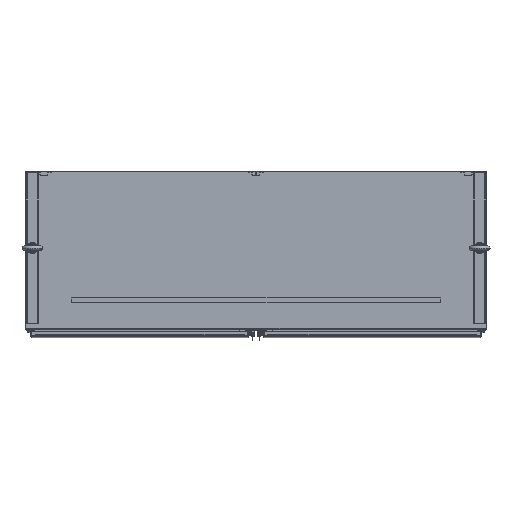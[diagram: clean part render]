
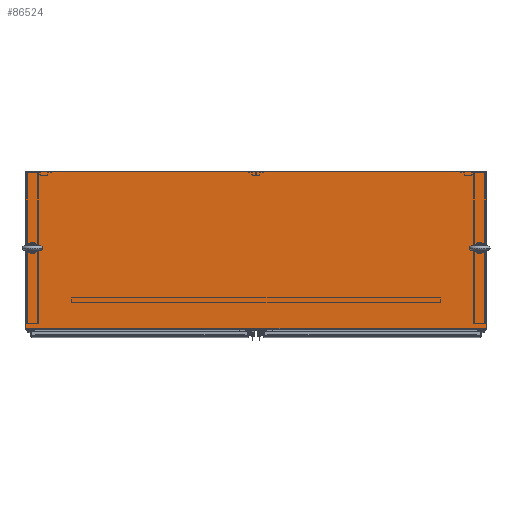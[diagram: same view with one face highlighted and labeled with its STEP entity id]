
A CAD part, top view. The second image highlights one B-rep face of the part: STEP entity #86524.
In plain terms, the highlighted planar face has unit normal (0, 0, 1).
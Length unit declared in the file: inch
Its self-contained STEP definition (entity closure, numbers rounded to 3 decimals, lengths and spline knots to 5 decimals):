
#623 = CARTESIAN_POINT ( 'NONE',  ( -35.9365, 0., 36.0625 ) ) ;
#1053 = VECTOR ( 'NONE', #71488, 39.37008 ) ;
#3211 = VERTEX_POINT ( 'NONE', #42481 ) ;
#3266 = EDGE_CURVE ( 'NONE', #3211, #20563, #74278, .T. ) ;
#4272 = ORIENTED_EDGE ( 'NONE', *, *, #64037, .T. ) ;
#10257 = DIRECTION ( 'NONE',  ( 1., 0., 0. ) ) ;
#10698 = VECTOR ( 'NONE', #117047, 39.37008 ) ;
#13302 = DIRECTION ( 'NONE',  ( 0., 0., -1. ) ) ;
#14748 = DIRECTION ( 'NONE',  ( 1., 0., 0. ) ) ;
#15037 = VERTEX_POINT ( 'NONE', #79101 ) ;
#15627 = CIRCLE ( 'NONE', #53625, 0.34375 ) ;
#16313 = CARTESIAN_POINT ( 'NONE',  ( -34.59275, -11.93775, 36.0625 ) ) ;
#16680 = ORIENTED_EDGE ( 'NONE', *, *, #50076, .T. ) ;
#20563 = VERTEX_POINT ( 'NONE', #29723 ) ;
#20942 = DIRECTION ( 'NONE',  ( 1., 0., 0. ) ) ;
#21958 = ORIENTED_EDGE ( 'NONE', *, *, #109191, .F. ) ;
#22069 = DIRECTION ( 'NONE',  ( 1., 0., 0. ) ) ;
#25516 = EDGE_CURVE ( 'NONE', #26191, #97807, #75147, .T. ) ;
#26191 = VERTEX_POINT ( 'NONE', #42972 ) ;
#29723 = CARTESIAN_POINT ( 'NONE',  ( 35.9365, -24.45, 36.0625 ) ) ;
#32124 = EDGE_LOOP ( 'NONE', ( #4272, #16680 ) ) ;
#35396 = EDGE_LOOP ( 'NONE', ( #104460, #88202, #21958, #53096 ) ) ;
#37420 = VECTOR ( 'NONE', #20942, 39.37008 ) ;
#42201 = CARTESIAN_POINT ( 'NONE',  ( -35.9365, -24.45, 36.0625 ) ) ;
#42481 = CARTESIAN_POINT ( 'NONE',  ( 35.9365, 0., 36.0625 ) ) ;
#42730 = LINE ( 'NONE', #119048, #1053 ) ;
#42972 = CARTESIAN_POINT ( 'NONE',  ( 34.59275, -11.93775, 36.0625 ) ) ;
#44033 = VERTEX_POINT ( 'NONE', #42201 ) ;
#44329 = CARTESIAN_POINT ( 'NONE',  ( 35.9365, -24.593, 36.0625 ) ) ;
#44557 = ORIENTED_EDGE ( 'NONE', *, *, #119870, .T. ) ;
#45871 = EDGE_LOOP ( 'NONE', ( #44557, #114776 ) ) ;
#46011 = CARTESIAN_POINT ( 'NONE',  ( 34.9365, -11.93775, 36.0625 ) ) ;
#49139 = CIRCLE ( 'NONE', #75093, 0.34375 ) ;
#50076 = EDGE_CURVE ( 'NONE', #15037, #88487, #72712, .T. ) ;
#50313 = FACE_BOUND ( 'NONE', #45871, .T. ) ;
#51002 = LINE ( 'NONE', #86685, #37420 ) ;
#53096 = ORIENTED_EDGE ( 'NONE', *, *, #54182, .T. ) ;
#53625 = AXIS2_PLACEMENT_3D ( 'NONE', #62735, #13302, #22069 ) ;
#54182 = EDGE_CURVE ( 'NONE', #44033, #20563, #51002, .T. ) ;
#56170 = DIRECTION ( 'NONE',  ( 0., -1., 0. ) ) ;
#57852 = DIRECTION ( 'NONE',  ( 0., 0., -1. ) ) ;
#61092 = CARTESIAN_POINT ( 'NONE',  ( 34.9365, -11.93775, 36.0625 ) ) ;
#62735 = CARTESIAN_POINT ( 'NONE',  ( -34.9365, -11.93775, 36.0625 ) ) ;
#64037 = EDGE_CURVE ( 'NONE', #88487, #15037, #15627, .T. ) ;
#68263 = CARTESIAN_POINT ( 'NONE',  ( 35.9365, 0., 36.0625 ) ) ;
#70280 = DIRECTION ( 'NONE',  ( 1., 0., 0. ) ) ;
#70888 = DIRECTION ( 'NONE',  ( 0., 0., -1. ) ) ;
#71488 = DIRECTION ( 'NONE',  ( 0., 1., 0. ) ) ;
#72712 = CIRCLE ( 'NONE', #106728, 0.34375 ) ;
#74278 = LINE ( 'NONE', #44329, #115013 ) ;
#75093 = AXIS2_PLACEMENT_3D ( 'NONE', #46011, #57852, #76584 ) ;
#75147 = CIRCLE ( 'NONE', #103130, 0.34375 ) ;
#76584 = DIRECTION ( 'NONE',  ( 1., 0., 0. ) ) ;
#77215 = FACE_OUTER_BOUND ( 'NONE', #35396, .T. ) ;
#79101 = CARTESIAN_POINT ( 'NONE',  ( -35.28025, -11.93775, 36.0625 ) ) ;
#79220 = DIRECTION ( 'NONE',  ( 0., 0., -1. ) ) ;
#86524 = ADVANCED_FACE ( 'NONE', ( #96020, #77215, #50313 ), #87865, .T. ) ;
#86685 = CARTESIAN_POINT ( 'NONE',  ( -35.9365, -24.45, 36.0625 ) ) ;
#87865 = PLANE ( 'NONE',  #114789 ) ;
#88202 = ORIENTED_EDGE ( 'NONE', *, *, #115966, .F. ) ;
#88487 = VERTEX_POINT ( 'NONE', #16313 ) ;
#91524 = CARTESIAN_POINT ( 'NONE',  ( -34.9365, -11.93775, 36.0625 ) ) ;
#96020 = FACE_BOUND ( 'NONE', #32124, .T. ) ;
#97807 = VERTEX_POINT ( 'NONE', #114203 ) ;
#103130 = AXIS2_PLACEMENT_3D ( 'NONE', #61092, #79220, #14748 ) ;
#104460 = ORIENTED_EDGE ( 'NONE', *, *, #3266, .F. ) ;
#105487 = VERTEX_POINT ( 'NONE', #623 ) ;
#106728 = AXIS2_PLACEMENT_3D ( 'NONE', #91524, #70888, #70280 ) ;
#109191 = EDGE_CURVE ( 'NONE', #44033, #105487, #42730, .T. ) ;
#114203 = CARTESIAN_POINT ( 'NONE',  ( 35.28025, -11.93775, 36.0625 ) ) ;
#114776 = ORIENTED_EDGE ( 'NONE', *, *, #25516, .T. ) ;
#114789 = AXIS2_PLACEMENT_3D ( 'NONE', #115388, #115995, #10257 ) ;
#115013 = VECTOR ( 'NONE', #56170, 39.37008 ) ;
#115388 = CARTESIAN_POINT ( 'NONE',  ( -35.9365, -24.593, 36.0625 ) ) ;
#115966 = EDGE_CURVE ( 'NONE', #105487, #3211, #116428, .T. ) ;
#115995 = DIRECTION ( 'NONE',  ( 0., 0., 1. ) ) ;
#116428 = LINE ( 'NONE', #68263, #10698 ) ;
#117047 = DIRECTION ( 'NONE',  ( 1., 0., 0. ) ) ;
#119048 = CARTESIAN_POINT ( 'NONE',  ( -35.9365, 0., 36.0625 ) ) ;
#119870 = EDGE_CURVE ( 'NONE', #97807, #26191, #49139, .T. ) ;
